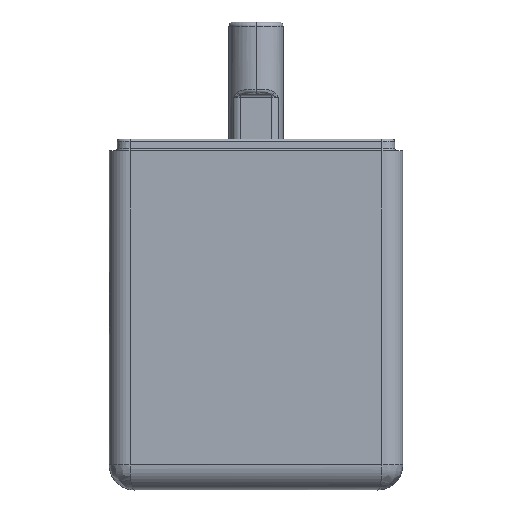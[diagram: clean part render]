
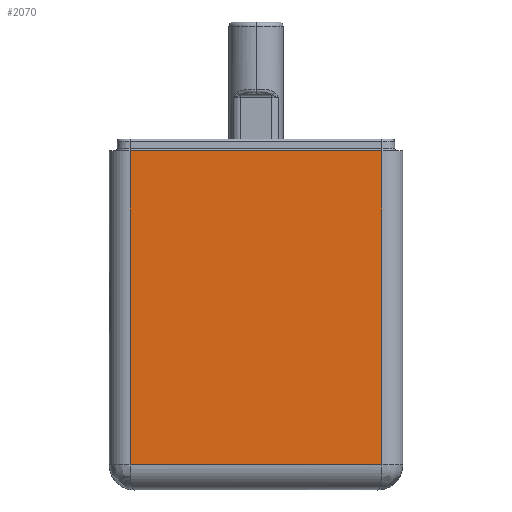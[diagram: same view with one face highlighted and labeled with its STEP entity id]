
A CAD part, top view. The second image highlights one B-rep face of the part: STEP entity #2070.
In plain terms, the highlighted planar face has unit normal (0, 0, 1).
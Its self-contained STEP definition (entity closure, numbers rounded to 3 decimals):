
#352 = CARTESIAN_POINT ( 'NONE',  ( -15.15, -2., 10.1 ) ) ;
#1044 = VECTOR ( 'NONE', #8940, 1000. ) ;
#1344 = ORIENTED_EDGE ( 'NONE', *, *, #6503, .F. ) ;
#2070 = ADVANCED_FACE ( 'NONE', ( #8834 ), #17995, .T. ) ;
#2204 = AXIS2_PLACEMENT_3D ( 'NONE', #9490, #9849, #5434 ) ;
#2886 = CARTESIAN_POINT ( 'NONE',  ( -15.15, 1., 10.1 ) ) ;
#3594 = VERTEX_POINT ( 'NONE', #2886 ) ;
#3961 = DIRECTION ( 'NONE',  ( 1., 0., 0. ) ) ;
#4473 = ORIENTED_EDGE ( 'NONE', *, *, #14430, .T. ) ;
#5434 = DIRECTION ( 'NONE',  ( 1., 0., 0. ) ) ;
#5565 = CARTESIAN_POINT ( 'NONE',  ( 15.15, -2., 10.1 ) ) ;
#5691 = EDGE_CURVE ( 'NONE', #8239, #6713, #17070, .T. ) ;
#5692 = DIRECTION ( 'NONE',  ( 0., 1., 0. ) ) ;
#6111 = DIRECTION ( 'NONE',  ( 1., 0., 0. ) ) ;
#6503 = EDGE_CURVE ( 'NONE', #3594, #8239, #12634, .T. ) ;
#6684 = ORIENTED_EDGE ( 'NONE', *, *, #5691, .F. ) ;
#6713 = VERTEX_POINT ( 'NONE', #10511 ) ;
#8239 = VERTEX_POINT ( 'NONE', #10254 ) ;
#8695 = EDGE_LOOP ( 'NONE', ( #6684, #1344, #4473, #14615 ) ) ;
#8834 = FACE_OUTER_BOUND ( 'NONE', #8695, .T. ) ;
#8940 = DIRECTION ( 'NONE',  ( 0., 1., 0. ) ) ;
#9490 = CARTESIAN_POINT ( 'NONE',  ( -15.15, -2., 10.1 ) ) ;
#9849 = DIRECTION ( 'NONE',  ( 0., 0., 1. ) ) ;
#10254 = CARTESIAN_POINT ( 'NONE',  ( -15.15, 38.75, 10.1 ) ) ;
#10511 = CARTESIAN_POINT ( 'NONE',  ( 15.15, 38.75, 10.1 ) ) ;
#12634 = LINE ( 'NONE', #352, #1044 ) ;
#13079 = VECTOR ( 'NONE', #6111, 1000. ) ;
#13277 = CARTESIAN_POINT ( 'NONE',  ( -15.15, 38.75, 10.1 ) ) ;
#13490 = LINE ( 'NONE', #15350, #13942 ) ;
#13942 = VECTOR ( 'NONE', #3961, 1000. ) ;
#14430 = EDGE_CURVE ( 'NONE', #3594, #14691, #13490, .T. ) ;
#14572 = CARTESIAN_POINT ( 'NONE',  ( 15.15, 1., 10.1 ) ) ;
#14615 = ORIENTED_EDGE ( 'NONE', *, *, #18039, .T. ) ;
#14691 = VERTEX_POINT ( 'NONE', #14572 ) ;
#15350 = CARTESIAN_POINT ( 'NONE',  ( 15.15, 1., 10.1 ) ) ;
#15747 = VECTOR ( 'NONE', #5692, 1000. ) ;
#17070 = LINE ( 'NONE', #13277, #13079 ) ;
#17995 = PLANE ( 'NONE',  #2204 ) ;
#18039 = EDGE_CURVE ( 'NONE', #14691, #6713, #18390, .T. ) ;
#18390 = LINE ( 'NONE', #5565, #15747 ) ;
